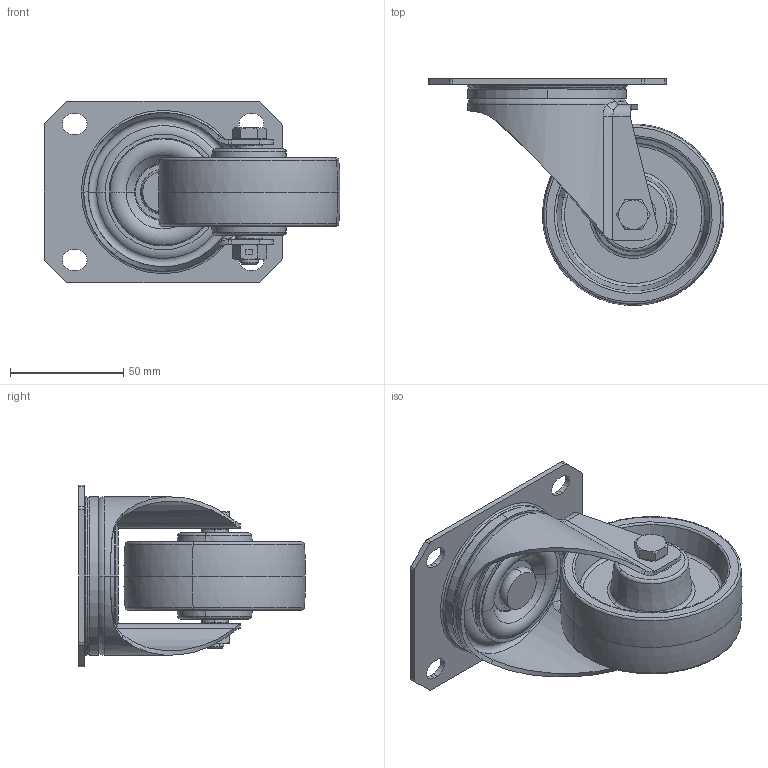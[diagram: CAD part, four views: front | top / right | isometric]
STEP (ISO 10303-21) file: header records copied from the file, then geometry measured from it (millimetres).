
FILE_DESCRIPTION (( 'STEP AP214' ), '1' );
FILE_NAME ('0055951.step', '2023-06-29T11:37:01', ( '' ), ( '' ), 'SwSTEP 2.0', 'SolidWorks 2020', '' );
FILE_SCHEMA (( 'AUTOMOTIVE_DESIGN' ));
Length unit declared in the file: millimetre
Products named in the file (1): 0055951
Bounding box: 130.49 x 100 x 80 mm (x, y, z)
Volume: 148556 mm3; surface area: 83579.4 mm2
Topology: 10 solids, 10 shells, 345 faces, 761 edges, 456 vertices
Faces by surface type: plane 96, torus 92, cylinder 81, cone 56, bspline 20
Entity records: 15202 total; most frequent: CARTESIAN_POINT 3590, DIRECTION 1719, ORIENTED_EDGE 1522, EDGE_CURVE 761, AXIS2_PLACEMENT_3D 742, VERTEX_POINT 456, CIRCLE 416, EDGE_LOOP 393
